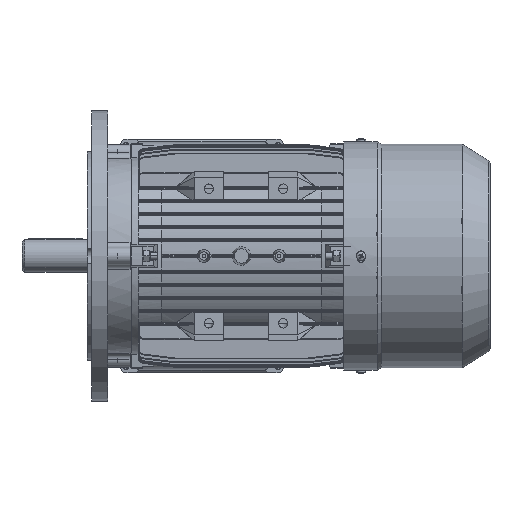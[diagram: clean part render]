
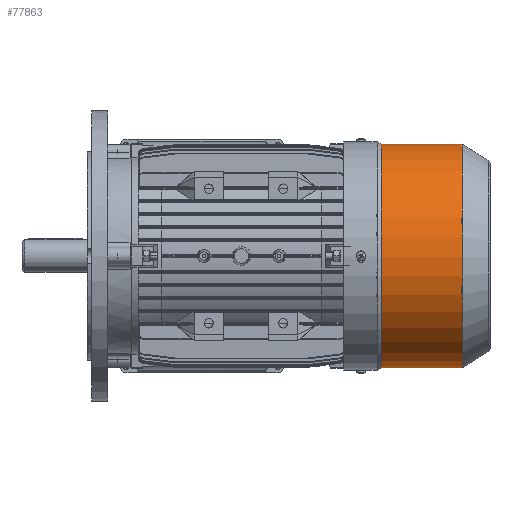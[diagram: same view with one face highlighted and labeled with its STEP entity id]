
A CAD part, front view. The second image highlights one B-rep face of the part: STEP entity #77863.
In plain terms, the highlighted cylindrical face has radius 96.2 mm (diameter 192.4 mm), a partial arc.
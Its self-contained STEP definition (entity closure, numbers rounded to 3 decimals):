
#18 = CARTESIAN_POINT ( 'NONE',  ( 32.464, 0., 0. ) ) ;
#19 = DIRECTION ( 'NONE',  ( 0., 0., 1. ) ) ;
#20 = DIRECTION ( 'NONE',  ( -1., 0., 0. ) ) ;
#21 = AXIS2_PLACEMENT_3D ( 'NONE', #23, #20, #19 ) ;
#22 = CYLINDRICAL_SURFACE ( 'NONE', #21, 96.2 ) ;
#23 = CARTESIAN_POINT ( 'NONE',  ( 0., 0., 0. ) ) ;
#24 = DIRECTION ( 'NONE',  ( 0., 0., 1. ) ) ;
#25 = DIRECTION ( 'NONE',  ( -1., 0., 0. ) ) ;
#26 = CARTESIAN_POINT ( 'NONE',  ( 102., 0., 0. ) ) ;
#27 = AXIS2_PLACEMENT_3D ( 'NONE', #26, #25, #24 ) ;
#28 = CIRCLE ( 'NONE', #27, 96.2 ) ;
#29 = FACE_OUTER_BOUND ( 'NONE', #77866, .T. ) ;
#78 = DIRECTION ( 'NONE',  ( 0., 0., 1. ) ) ;
#79 = DIRECTION ( 'NONE',  ( -1., 0., 0. ) ) ;
#80 = AXIS2_PLACEMENT_3D ( 'NONE', #18, #79, #78 ) ;
#81 = CIRCLE ( 'NONE', #80, 96.2 ) ;
#485 = CARTESIAN_POINT ( 'NONE',  ( 32.464, 0., 96.2 ) ) ;
#518 = CARTESIAN_POINT ( 'NONE',  ( 32.464, 0., -96.2 ) ) ;
#872 = CARTESIAN_POINT ( 'NONE',  ( 102., 0., 96.2 ) ) ;
#935 = CARTESIAN_POINT ( 'NONE',  ( 102., 0., -96.2 ) ) ;
#1024 = DIRECTION ( 'NONE',  ( -1., 0., 0. ) ) ;
#1025 = VECTOR ( 'NONE', #1024, 1000. ) ;
#1026 = CARTESIAN_POINT ( 'NONE',  ( 0., 0., -96.2 ) ) ;
#1027 = LINE ( 'NONE', #1026, #1025 ) ;
#1028 = DIRECTION ( 'NONE',  ( -1., 0., 0. ) ) ;
#1029 = VECTOR ( 'NONE', #1028, 1000. ) ;
#1030 = CARTESIAN_POINT ( 'NONE',  ( 0., 0., 96.2 ) ) ;
#1031 = LINE ( 'NONE', #1030, #1029 ) ;
#77860 = EDGE_CURVE ( 'NONE', #78558, #78548, #28, .T. ) ;
#77863 = ADVANCED_FACE ( 'NONE', ( #29 ), #22, .T. ) ;
#77866 = EDGE_LOOP ( 'NONE', ( #77867, #77868, #77869, #77870 ) ) ;
#77867 = ORIENTED_EDGE ( 'NONE', *, *, #78654, .F. ) ;
#77868 = ORIENTED_EDGE ( 'NONE', *, *, #77860, .T. ) ;
#77869 = ORIENTED_EDGE ( 'NONE', *, *, #78651, .T. ) ;
#77870 = ORIENTED_EDGE ( 'NONE', *, *, #77871, .F. ) ;
#77871 = EDGE_CURVE ( 'NONE', #78164, #78120, #81, .T. ) ;
#78120 = VERTEX_POINT ( 'NONE', #485 ) ;
#78164 = VERTEX_POINT ( 'NONE', #518 ) ;
#78548 = VERTEX_POINT ( 'NONE', #872 ) ;
#78558 = VERTEX_POINT ( 'NONE', #935 ) ;
#78651 = EDGE_CURVE ( 'NONE', #78548, #78120, #1031, .T. ) ;
#78654 = EDGE_CURVE ( 'NONE', #78558, #78164, #1027, .T. ) ;
